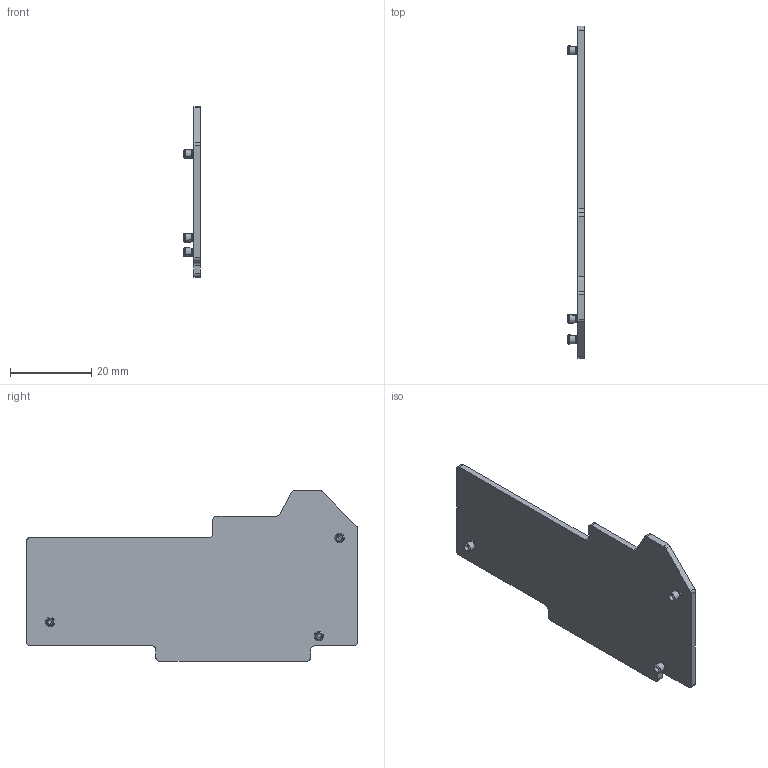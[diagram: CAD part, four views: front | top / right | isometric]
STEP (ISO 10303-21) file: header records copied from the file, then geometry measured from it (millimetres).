
FILE_DESCRIPTION(('CATIA V5R24 STEP','CAx-IF Rec.Pracs.--- Model Styling and Organization---1.2---2011-12-15'),'2;1');
FILE_NAME ('D1448563_0', '2017-08-03T11:59:35+00:00', ('Weidmueller Interface'), ('Weidmueller'), 'CATIA Version 5-6 Release 2014 SP4 HF52', 'CATIA V5 STEP AP214', 'none');
FILE_SCHEMA(('AUTOMOTIVE_DESIGN { 1 0 10303 214 1 1 1 1 }'));
Length unit declared in the file: millimetre
Products named in the file (1): v5-standard_part
Bounding box: 3.98 x 81.45 x 41.95 mm (x, y, z)
Volume: 3868.8 mm3; surface area: 5550.1 mm2
Topology: 1 solids, 1 shells, 70 faces, 162 edges, 100 vertices
Faces by surface type: cylinder 25, plane 21, cone 18, torus 6
Entity records: 1838 total; most frequent: ORIENTED_EDGE 324, CARTESIAN_POINT 313, DIRECTION 262, EDGE_CURVE 162, AXIS2_PLACEMENT_3D 131, VERTEX_POINT 100, VECTOR 82, LINE 82
